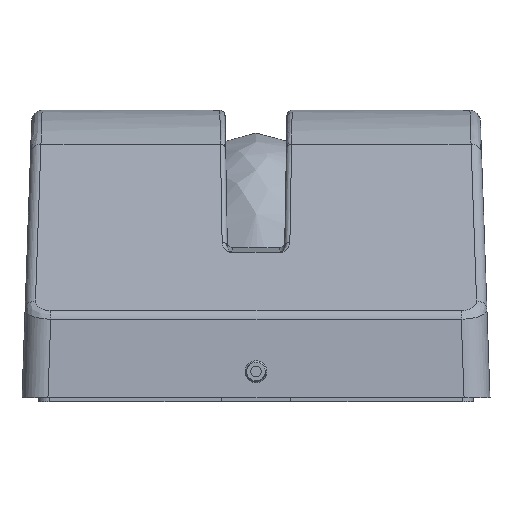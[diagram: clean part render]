
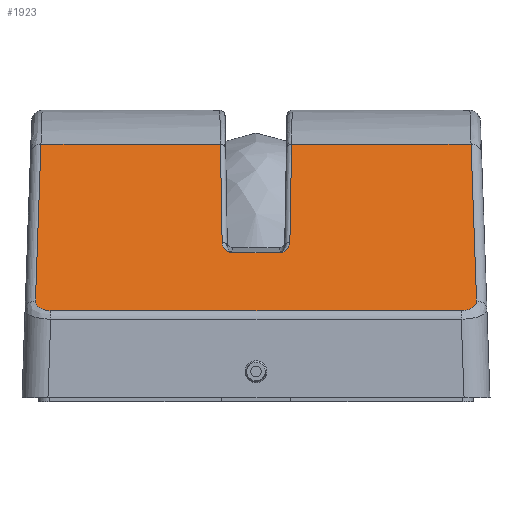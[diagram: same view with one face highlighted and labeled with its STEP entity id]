
A CAD part, left-side view. The second image highlights one B-rep face of the part: STEP entity #1923.
In plain terms, the highlighted planar face has unit normal (-0.52, 0, 0.854).
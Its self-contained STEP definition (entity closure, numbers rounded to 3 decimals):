
#288=ELLIPSE('',#13960,4.021,2.);
#289=ELLIPSE('',#13961,4.021,2.);
#290=ELLIPSE('',#13962,3.593,3.);
#291=ELLIPSE('',#13963,3.593,3.);
#812=FACE_OUTER_BOUND('',#4992,.T.);
#1923=ADVANCED_FACE('',(#812),#2736,.F.);
#2736=PLANE('',#13964);
#3076=LINE('',#22553,#3965);
#3103=LINE('',#22641,#3992);
#3104=LINE('',#22646,#3993);
#3105=LINE('',#22650,#3994);
#3106=LINE('',#22651,#3995);
#3107=LINE('',#22655,#3996);
#3108=LINE('',#22659,#3997);
#3109=LINE('',#22661,#3998);
#3965=VECTOR('',#15635,1.);
#3992=VECTOR('',#15712,1.);
#3993=VECTOR('',#15715,1.);
#3994=VECTOR('',#15718,1.);
#3995=VECTOR('',#15719,1.);
#3996=VECTOR('',#15722,1.);
#3997=VECTOR('',#15725,1.);
#3998=VECTOR('',#15726,1.);
#4992=EDGE_LOOP('',(#6088,#6089,#6090,#6091,#6092,#6093,#6094,#6095,#6096,
#6097,#6098,#6099));
#6088=ORIENTED_EDGE('',*,*,#11358,.T.);
#6089=ORIENTED_EDGE('',*,*,#11359,.T.);
#6090=ORIENTED_EDGE('',*,*,#11360,.T.);
#6091=ORIENTED_EDGE('',*,*,#11361,.T.);
#6092=ORIENTED_EDGE('',*,*,#11362,.T.);
#6093=ORIENTED_EDGE('',*,*,#11313,.T.);
#6094=ORIENTED_EDGE('',*,*,#11363,.T.);
#6095=ORIENTED_EDGE('',*,*,#11364,.T.);
#6096=ORIENTED_EDGE('',*,*,#11365,.T.);
#6097=ORIENTED_EDGE('',*,*,#11366,.T.);
#6098=ORIENTED_EDGE('',*,*,#11367,.T.);
#6099=ORIENTED_EDGE('',*,*,#11368,.T.);
#10007=VERTEX_POINT('',#22554);
#10008=VERTEX_POINT('',#22555);
#10043=VERTEX_POINT('',#22642);
#10044=VERTEX_POINT('',#22643);
#10045=VERTEX_POINT('',#22645);
#10046=VERTEX_POINT('',#22647);
#10047=VERTEX_POINT('',#22649);
#10048=VERTEX_POINT('',#22652);
#10049=VERTEX_POINT('',#22654);
#10050=VERTEX_POINT('',#22656);
#10051=VERTEX_POINT('',#22658);
#10052=VERTEX_POINT('',#22660);
#11313=EDGE_CURVE('',#10007,#10008,#3076,.T.);
#11358=EDGE_CURVE('',#10043,#10044,#3103,.T.);
#11359=EDGE_CURVE('',#10044,#10045,#288,.T.);
#11360=EDGE_CURVE('',#10045,#10046,#3104,.T.);
#11361=EDGE_CURVE('',#10046,#10047,#289,.T.);
#11362=EDGE_CURVE('',#10047,#10007,#3105,.T.);
#11363=EDGE_CURVE('',#10008,#10048,#3106,.T.);
#11364=EDGE_CURVE('',#10048,#10049,#290,.T.);
#11365=EDGE_CURVE('',#10049,#10050,#3107,.T.);
#11366=EDGE_CURVE('',#10050,#10051,#291,.T.);
#11367=EDGE_CURVE('',#10051,#10052,#3108,.T.);
#11368=EDGE_CURVE('',#10052,#10043,#3109,.T.);
#13960=AXIS2_PLACEMENT_3D('',#22644,#15713,#15714);
#13961=AXIS2_PLACEMENT_3D('',#22648,#15716,#15717);
#13962=AXIS2_PLACEMENT_3D('',#22653,#15720,#15721);
#13963=AXIS2_PLACEMENT_3D('',#22657,#15723,#15724);
#13964=AXIS2_PLACEMENT_3D('',#22662,#15727,#15728);
#15635=DIRECTION('',(0.,1.,0.));
#15712=DIRECTION('',(-0.854,0.009,-0.52));
#15713=DIRECTION('',(0.52,0.,-0.854));
#15714=DIRECTION('',(-0.854,0.001,-0.52));
#15715=DIRECTION('',(0.,1.,0.));
#15716=DIRECTION('',(0.52,0.,-0.854));
#15717=DIRECTION('',(-0.854,-0.001,-0.52));
#15718=DIRECTION('',(0.854,0.009,0.52));
#15719=DIRECTION('',(-0.854,0.018,-0.52));
#15720=DIRECTION('',(-0.52,0.,0.854));
#15721=DIRECTION('',(0.852,-0.063,0.519));
#15722=DIRECTION('',(0.,-1.,0.));
#15723=DIRECTION('',(-0.52,0.,0.854));
#15724=DIRECTION('',(0.852,0.063,0.519));
#15725=DIRECTION('',(0.854,0.018,0.52));
#15726=DIRECTION('',(0.,1.,0.));
#15727=DIRECTION('',(0.52,0.,-0.854));
#15728=DIRECTION('',(0.,-1.,0.));
#22553=CARTESIAN_POINT('',(476.601,0.,57.781));
#22554=CARTESIAN_POINT('',(476.601,6.848,57.781));
#22555=CARTESIAN_POINT('',(476.601,41.39,57.781));
#22641=CARTESIAN_POINT('',(442.457,-6.485,36.995));
#22642=CARTESIAN_POINT('',(476.601,-6.848,57.781));
#22643=CARTESIAN_POINT('',(445.611,-6.519,38.916));
#22644=CARTESIAN_POINT('',(445.671,-4.519,38.952));
#22645=CARTESIAN_POINT('',(442.237,-4.517,36.861));
#22646=CARTESIAN_POINT('',(442.237,5.5,36.861));
#22647=CARTESIAN_POINT('',(442.237,4.517,36.861));
#22648=CARTESIAN_POINT('',(445.671,4.519,38.952));
#22649=CARTESIAN_POINT('',(445.611,6.519,38.916));
#22650=CARTESIAN_POINT('',(488.057,6.97,64.755));
#22651=CARTESIAN_POINT('',(428.105,42.421,28.259));
#22652=CARTESIAN_POINT('',(427.014,42.444,27.595));
#22653=CARTESIAN_POINT('',(427.018,39.442,27.597));
#22654=CARTESIAN_POINT('',(423.951,39.511,25.73));
#22655=CARTESIAN_POINT('',(423.951,-39.473,25.73));
#22656=CARTESIAN_POINT('',(423.951,-39.511,25.73));
#22657=CARTESIAN_POINT('',(427.018,-39.442,27.597));
#22658=CARTESIAN_POINT('',(427.014,-42.444,27.595));
#22659=CARTESIAN_POINT('',(476.571,-41.391,57.762));
#22660=CARTESIAN_POINT('',(476.601,-41.39,57.781));
#22661=CARTESIAN_POINT('',(476.601,0.,57.781));
#22662=CARTESIAN_POINT('',(488.46,-45.,65.));
